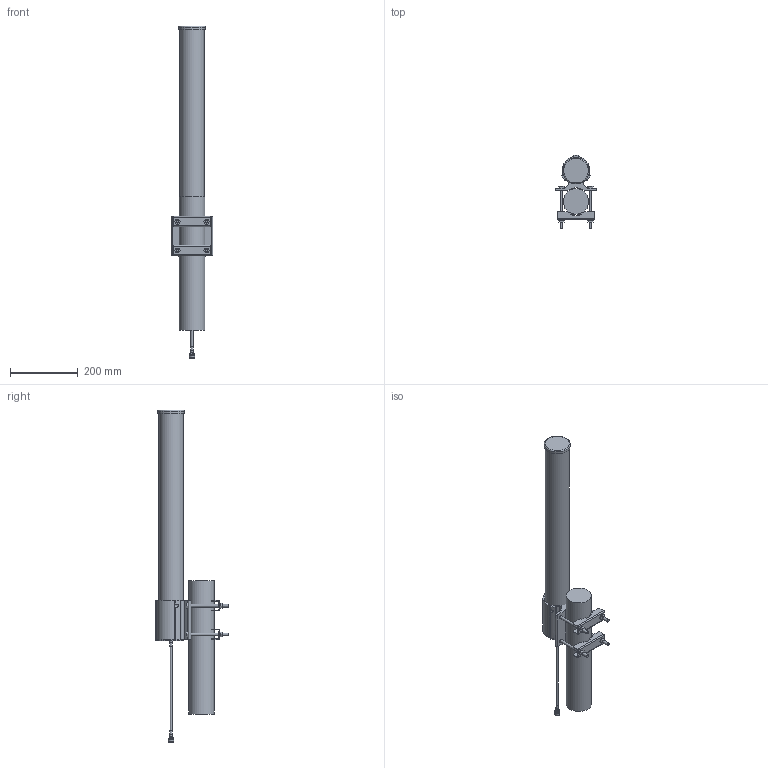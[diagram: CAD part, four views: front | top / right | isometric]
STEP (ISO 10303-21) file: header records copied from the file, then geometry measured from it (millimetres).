
FILE_DESCRIPTION (( 'STEP AP203' ), '1' );
FILE_NAME ('PE51OM1038_3D.step', '2022-02-11T19:31:24', ( '' ), ( '' ), 'SwSTEP 2.0', 'SolidWorks 2021', '' );
FILE_SCHEMA (( 'CONFIG_CONTROL_DESIGN' ));
Length unit declared in the file: millimetre
Products named in the file (1): PE51OM1038_3D
Bounding box: 122 x 216.94 x 983 mm (x, y, z)
Volume: 4981154.3 mm3; surface area: 430444.3 mm2
Topology: 24 solids, 24 shells, 335 faces, 821 edges, 549 vertices
Faces by surface type: plane 222, cylinder 109, cone 3, torus 1
Full cylindrical faces by diameter (mm): 1.5 x1, 3 x1, 6.3 x1, 7 x2, 8 x18, 8.5 x5, 10 x5, 11 x4, 13.5 x2, 14 x4, 15.7 x1, 72.2 x2, 75.244 x1, 78.2 x1
Entity records: 9798 total; most frequent: CARTESIAN_POINT 1853, DIRECTION 1632, ORIENTED_EDGE 1510, EDGE_CURVE 755, AXIS2_PLACEMENT_3D 555, VERTEX_POINT 535, LINE 522, VECTOR 522
